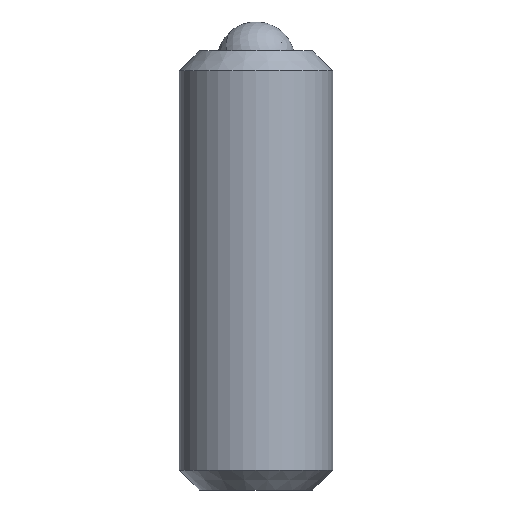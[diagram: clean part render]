
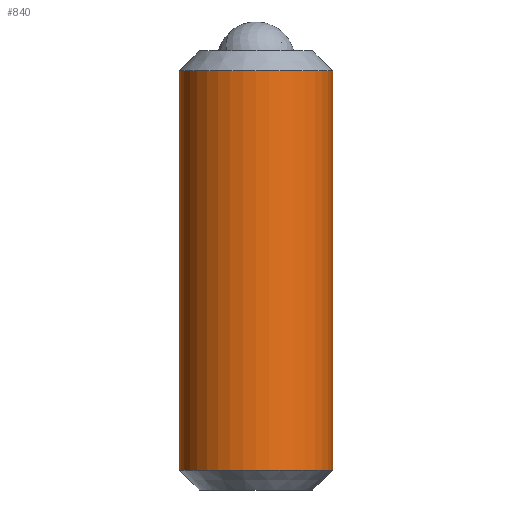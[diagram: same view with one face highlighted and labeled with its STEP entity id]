
A CAD part, front view. The second image highlights one B-rep face of the part: STEP entity #840.
In plain terms, the highlighted cylindrical face has radius 0.982 mm (diameter 1.964 mm), a partial arc.
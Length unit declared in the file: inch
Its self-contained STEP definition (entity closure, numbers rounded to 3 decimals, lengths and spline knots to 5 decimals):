
#1 = VERTEX_POINT ( 'NONE', #419 ) ;
#14 = VERTEX_POINT ( 'NONE', #230 ) ;
#93 = DIRECTION ( 'NONE',  ( 0., 0., -1. ) ) ;
#140 = AXIS2_PLACEMENT_3D ( 'NONE', #576, #297, #986 ) ;
#166 = LINE ( 'NONE', #593, #838 ) ;
#228 = EDGE_LOOP ( 'NONE', ( #975, #1097, #785, #1025 ) ) ;
#230 = CARTESIAN_POINT ( 'NONE',  ( -0.50471, 0.36078, -0.0579 ) ) ;
#247 = CARTESIAN_POINT ( 'NONE',  ( -0.58203, 0.36078, -0.0579 ) ) ;
#276 = CIRCLE ( 'NONE', #140, 0.03866 ) ;
#297 = DIRECTION ( 'NONE',  ( 0., 0., 1. ) ) ;
#349 = DIRECTION ( 'NONE',  ( 0., 0., -1. ) ) ;
#390 = AXIS2_PLACEMENT_3D ( 'NONE', #479, #491, #598 ) ;
#397 = DIRECTION ( 'NONE',  ( -1., 0., 0. ) ) ;
#419 = CARTESIAN_POINT ( 'NONE',  ( -0.58203, 0.36078, 0.14364 ) ) ;
#460 = VERTEX_POINT ( 'NONE', #1271 ) ;
#479 = CARTESIAN_POINT ( 'NONE',  ( -0.54337, 0.36078, 0.14364 ) ) ;
#482 = VECTOR ( 'NONE', #349, 39.37008 ) ;
#491 = DIRECTION ( 'NONE',  ( 0., 0., -1. ) ) ;
#530 = EDGE_CURVE ( 'NONE', #1, #553, #166, .T. ) ;
#546 = EDGE_CURVE ( 'NONE', #460, #14, #587, .T. ) ;
#553 = VERTEX_POINT ( 'NONE', #247 ) ;
#576 = CARTESIAN_POINT ( 'NONE',  ( -0.54337, 0.36078, -0.0579 ) ) ;
#587 = LINE ( 'NONE', #937, #482 ) ;
#593 = CARTESIAN_POINT ( 'NONE',  ( -0.58203, 0.36078, 0.15364 ) ) ;
#598 = DIRECTION ( 'NONE',  ( 1., 0., 0. ) ) ;
#691 = CARTESIAN_POINT ( 'NONE',  ( -0.54337, 0.36078, 0.15364 ) ) ;
#785 = ORIENTED_EDGE ( 'NONE', *, *, #530, .T. ) ;
#814 = EDGE_CURVE ( 'NONE', #460, #1, #978, .T. ) ;
#838 = VECTOR ( 'NONE', #93, 39.37008 ) ;
#840 = ADVANCED_FACE ( 'NONE', ( #1070 ), #1000, .T. ) ;
#899 = DIRECTION ( 'NONE',  ( 0., 0., -1. ) ) ;
#937 = CARTESIAN_POINT ( 'NONE',  ( -0.50471, 0.36078, 0.15364 ) ) ;
#975 = ORIENTED_EDGE ( 'NONE', *, *, #546, .F. ) ;
#978 = CIRCLE ( 'NONE', #390, 0.03866 ) ;
#986 = DIRECTION ( 'NONE',  ( -1., 0., 0. ) ) ;
#1000 = CYLINDRICAL_SURFACE ( 'NONE', #1063, 0.03866 ) ;
#1025 = ORIENTED_EDGE ( 'NONE', *, *, #1079, .T. ) ;
#1063 = AXIS2_PLACEMENT_3D ( 'NONE', #691, #899, #397 ) ;
#1070 = FACE_OUTER_BOUND ( 'NONE', #228, .T. ) ;
#1079 = EDGE_CURVE ( 'NONE', #553, #14, #276, .T. ) ;
#1097 = ORIENTED_EDGE ( 'NONE', *, *, #814, .T. ) ;
#1271 = CARTESIAN_POINT ( 'NONE',  ( -0.50471, 0.36078, 0.14364 ) ) ;
